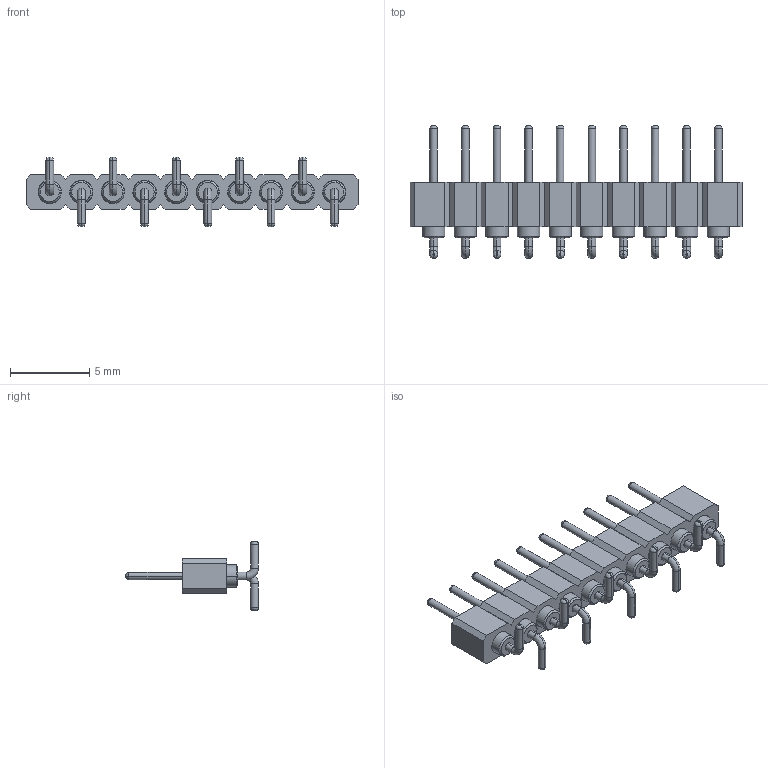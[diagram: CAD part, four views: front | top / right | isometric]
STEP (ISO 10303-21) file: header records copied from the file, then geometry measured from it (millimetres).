
FILE_DESCRIPTION( ('This file contains a STEP AP42 implementation' ,'as created by ZW3D STEP Interface translator.') ,'2;1' );
FILE_NAME( '1_3512-281XXMXX100X1.stp' ,'231011.104857', (''), ('ZWCAD Software Co.'), 'Version 1.0', 'ZW3D to STEP translator', '' );
FILE_SCHEMA(('AUTOMOTIVE_DESIGN { 1 0 10303 214 1 1 1 1 }'));
Length unit declared in the file: millimetre
Products named in the file (2): 0; 3512-28120mxx100x1
Bounding box: 21 x 8.4 x 4.4 mm (x, y, z)
Volume: 143.5 mm3; surface area: 598.2 mm2
Topology: 1 solids, 1 shells, 394 faces, 886 edges, 504 vertices
Faces by surface type: cylinder 140, plane 114, bspline 80, cone 40, torus 20
Entity records: 21152 total; most frequent: CARTESIAN_POINT 14175, ORIENTED_EDGE 1692, EDGE_CURVE 846, B_SPLINE_CURVE_WITH_KNOTS 806, DIRECTION 710, VERTEX_POINT 504, EDGE_LOOP 444, FACE_OUTER_BOUND 394
